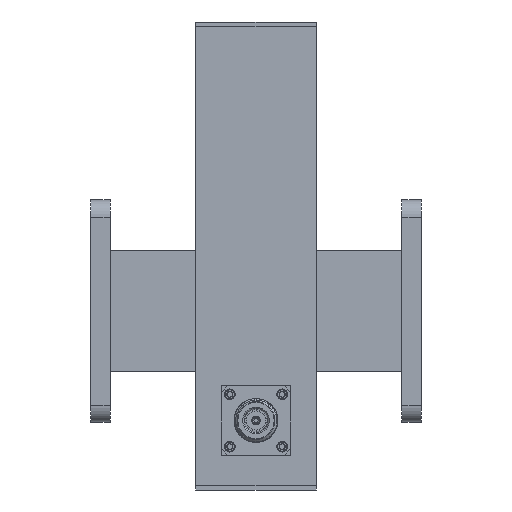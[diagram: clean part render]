
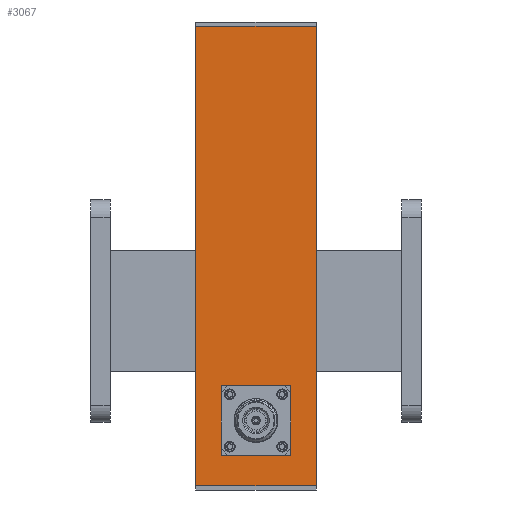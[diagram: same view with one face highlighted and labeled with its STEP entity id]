
A CAD part, front view. The second image highlights one B-rep face of the part: STEP entity #3067.
In plain terms, the highlighted planar face has unit normal (0, -1, 0).
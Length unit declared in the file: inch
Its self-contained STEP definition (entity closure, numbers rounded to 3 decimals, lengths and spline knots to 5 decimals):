
#38 = DIRECTION ( 'NONE',  ( 1., 0., 0. ) ) ;
#208 = DIRECTION ( 'NONE',  ( 0., 0., -1. ) ) ;
#410 = CARTESIAN_POINT ( 'NONE',  ( -0.5005, -1.34969, -2.06546 ) ) ;
#537 = DIRECTION ( 'NONE',  ( 0., 1., 0. ) ) ;
#569 = CARTESIAN_POINT ( 'NONE',  ( -0.85906, -1.34969, -2.5 ) ) ;
#603 = VERTEX_POINT ( 'NONE', #2906 ) ;
#683 = ORIENTED_EDGE ( 'NONE', *, *, #4863, .F. ) ;
#714 = DIRECTION ( 'NONE',  ( -1., 0., 0. ) ) ;
#718 = CARTESIAN_POINT ( 'NONE',  ( -0.85906, -1.34969, 4.0748 ) ) ;
#829 = LINE ( 'NONE', #7070, #3484 ) ;
#861 = DIRECTION ( 'NONE',  ( -1., 0., 0. ) ) ;
#954 = LINE ( 'NONE', #410, #2661 ) ;
#1280 = ORIENTED_EDGE ( 'NONE', *, *, #6740, .F. ) ;
#1359 = VERTEX_POINT ( 'NONE', #5207 ) ;
#1471 = VECTOR ( 'NONE', #3993, 39.37008 ) ;
#1474 = ORIENTED_EDGE ( 'NONE', *, *, #7032, .F. ) ;
#1541 = LINE ( 'NONE', #4244, #3784 ) ;
#1573 = FACE_OUTER_BOUND ( 'NONE', #4659, .T. ) ;
#1656 = CARTESIAN_POINT ( 'NONE',  ( 0.5005, -1.34969, -1.06446 ) ) ;
#1719 = ORIENTED_EDGE ( 'NONE', *, *, #5538, .T. ) ;
#2034 = DIRECTION ( 'NONE',  ( 0., 0., -1. ) ) ;
#2156 = ORIENTED_EDGE ( 'NONE', *, *, #2965, .T. ) ;
#2239 = FACE_BOUND ( 'NONE', #2241, .T. ) ;
#2241 = EDGE_LOOP ( 'NONE', ( #1280, #1474, #6988, #2483 ) ) ;
#2263 = LINE ( 'NONE', #3757, #6103 ) ;
#2483 = ORIENTED_EDGE ( 'NONE', *, *, #5124, .F. ) ;
#2661 = VECTOR ( 'NONE', #2034, 39.37008 ) ;
#2850 = CARTESIAN_POINT ( 'NONE',  ( -0.85906, -1.34969, 4.13386 ) ) ;
#2906 = CARTESIAN_POINT ( 'NONE',  ( -0.5005, -1.34969, -1.06446 ) ) ;
#2965 = EDGE_CURVE ( 'NONE', #6526, #7286, #1541, .T. ) ;
#3067 = ADVANCED_FACE ( 'NONE', ( #2239, #1573 ), #3336, .F. ) ;
#3113 = VERTEX_POINT ( 'NONE', #569 ) ;
#3336 = PLANE ( 'NONE',  #4951 ) ;
#3484 = VECTOR ( 'NONE', #861, 39.37008 ) ;
#3757 = CARTESIAN_POINT ( 'NONE',  ( 0.85906, -1.34969, 4.13386 ) ) ;
#3784 = VECTOR ( 'NONE', #4821, 39.37008 ) ;
#3838 = CARTESIAN_POINT ( 'NONE',  ( -0.5005, -1.34969, -2.06546 ) ) ;
#3993 = DIRECTION ( 'NONE',  ( 0., 0., 1. ) ) ;
#4003 = DIRECTION ( 'NONE',  ( 0., 0., -1. ) ) ;
#4083 = CARTESIAN_POINT ( 'NONE',  ( -0.85906, -1.34969, -2.5 ) ) ;
#4244 = CARTESIAN_POINT ( 'NONE',  ( -0.85906, -1.34969, 4.0748 ) ) ;
#4259 = CARTESIAN_POINT ( 'NONE',  ( -0.5005, -1.34969, -2.06546 ) ) ;
#4290 = VECTOR ( 'NONE', #714, 39.37008 ) ;
#4512 = CARTESIAN_POINT ( 'NONE',  ( -0.85906, -1.34969, 4.13386 ) ) ;
#4602 = LINE ( 'NONE', #2850, #5362 ) ;
#4659 = EDGE_LOOP ( 'NONE', ( #683, #2156, #1719, #6609 ) ) ;
#4821 = DIRECTION ( 'NONE',  ( -1., 0., 0. ) ) ;
#4863 = EDGE_CURVE ( 'NONE', #6526, #1359, #2263, .T. ) ;
#4951 = AXIS2_PLACEMENT_3D ( 'NONE', #4512, #537, #4959 ) ;
#4959 = DIRECTION ( 'NONE',  ( 1., 0., 0. ) ) ;
#5124 = EDGE_CURVE ( 'NONE', #7102, #603, #829, .T. ) ;
#5184 = LINE ( 'NONE', #4083, #4290 ) ;
#5207 = CARTESIAN_POINT ( 'NONE',  ( 0.85906, -1.34969, -2.5 ) ) ;
#5280 = VERTEX_POINT ( 'NONE', #4259 ) ;
#5362 = VECTOR ( 'NONE', #208, 39.37008 ) ;
#5538 = EDGE_CURVE ( 'NONE', #7286, #3113, #4602, .T. ) ;
#5611 = LINE ( 'NONE', #3838, #5979 ) ;
#5629 = CARTESIAN_POINT ( 'NONE',  ( 0.5005, -1.34969, -2.06546 ) ) ;
#5658 = LINE ( 'NONE', #6831, #1471 ) ;
#5979 = VECTOR ( 'NONE', #38, 39.37008 ) ;
#6052 = CARTESIAN_POINT ( 'NONE',  ( 0.85906, -1.34969, 4.0748 ) ) ;
#6103 = VECTOR ( 'NONE', #4003, 39.37008 ) ;
#6260 = VERTEX_POINT ( 'NONE', #5629 ) ;
#6304 = EDGE_CURVE ( 'NONE', #1359, #3113, #5184, .T. ) ;
#6526 = VERTEX_POINT ( 'NONE', #6052 ) ;
#6609 = ORIENTED_EDGE ( 'NONE', *, *, #6304, .F. ) ;
#6740 = EDGE_CURVE ( 'NONE', #6260, #7102, #5658, .T. ) ;
#6831 = CARTESIAN_POINT ( 'NONE',  ( 0.5005, -1.34969, -2.06546 ) ) ;
#6937 = EDGE_CURVE ( 'NONE', #603, #5280, #954, .T. ) ;
#6988 = ORIENTED_EDGE ( 'NONE', *, *, #6937, .F. ) ;
#7032 = EDGE_CURVE ( 'NONE', #5280, #6260, #5611, .T. ) ;
#7070 = CARTESIAN_POINT ( 'NONE',  ( -0.5005, -1.34969, -1.06446 ) ) ;
#7102 = VERTEX_POINT ( 'NONE', #1656 ) ;
#7286 = VERTEX_POINT ( 'NONE', #718 ) ;
